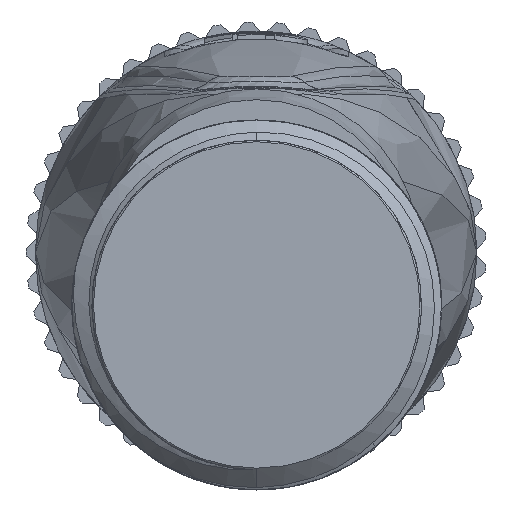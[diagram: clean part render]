
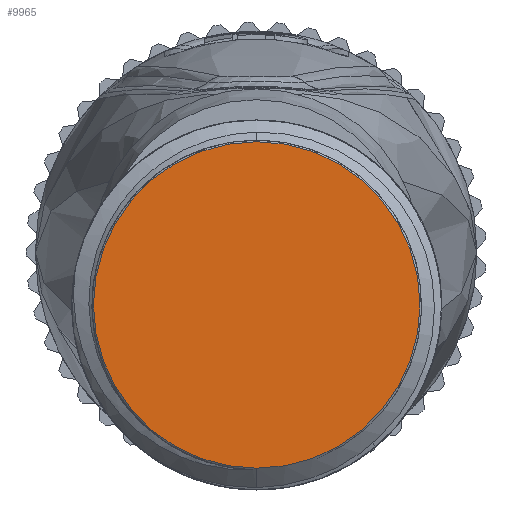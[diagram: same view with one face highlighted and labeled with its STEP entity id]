
A CAD part, left-side view. The second image highlights one B-rep face of the part: STEP entity #9965.
In plain terms, the highlighted face is planar.
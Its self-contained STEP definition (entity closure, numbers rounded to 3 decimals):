
#1825=CARTESIAN_POINT('',(0.,0.,0.));
#1826=DIRECTION('',(0.,0.,-1.));
#1827=DIRECTION('',(0.,-1.,0.));
#1828=AXIS2_PLACEMENT_3D('',#1825,#1826,#1827);
#1830=CARTESIAN_POINT('',(0.,0.,0.));
#1831=DIRECTION('',(0.,0.,-1.));
#1832=DIRECTION('',(0.,1.,0.));
#1833=AXIS2_PLACEMENT_3D('',#1830,#1831,#1832);
#7171=CARTESIAN_POINT('',(0.,5.25,0.));
#7172=VERTEX_POINT('',#7171);
#7173=CARTESIAN_POINT('',(0.,-5.25,0.));
#7174=VERTEX_POINT('',#7173);
#9956=CARTESIAN_POINT('',(0.,0.,0.));
#9957=DIRECTION('',(0.,0.,-1.));
#9958=DIRECTION('',(0.,-1.,0.));
#9959=AXIS2_PLACEMENT_3D('',#9956,#9957,#9958);
#9960=PLANE('',#9959);
#9961=ORIENTED_EDGE('',*,*,#9949,.T.);
#9962=ORIENTED_EDGE('',*,*,#9938,.T.);
#9963=EDGE_LOOP('',(#9961,#9962));
#9964=FACE_OUTER_BOUND('',#9963,.F.);
#9965=ADVANCED_FACE('',(#9964),#9960,.F.);
#1829=CIRCLE('',#1828,5.25);
#1834=CIRCLE('',#1833,5.25);
#9938=EDGE_CURVE('',#7172,#7174,#1834,.T.);
#9949=EDGE_CURVE('',#7174,#7172,#1829,.T.);
